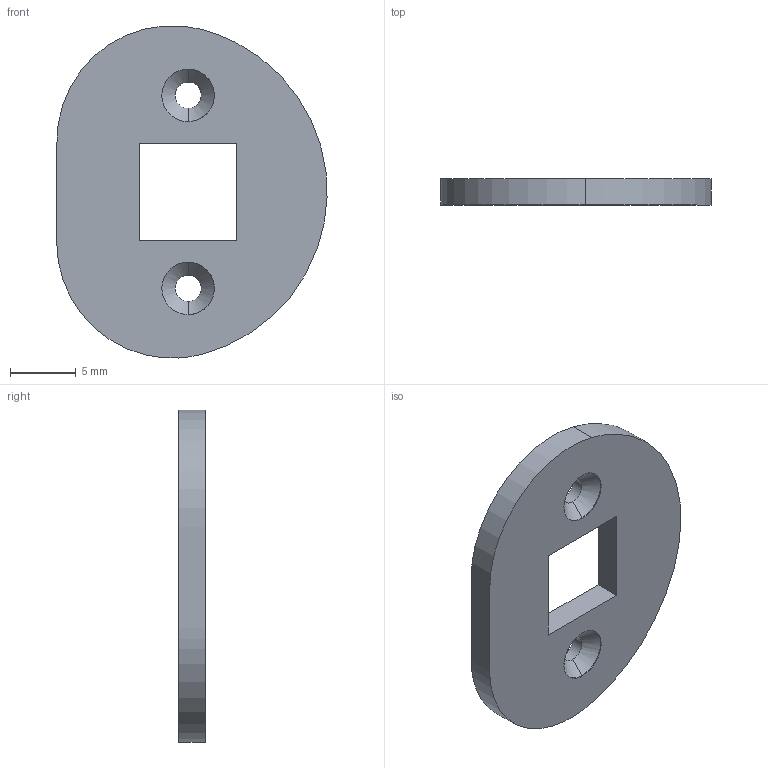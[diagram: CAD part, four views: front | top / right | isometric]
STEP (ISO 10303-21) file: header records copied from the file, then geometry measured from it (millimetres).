
FILE_DESCRIPTION(/* description */ (''),/* implementation_level */ '2;1');
FILE_NAME(/* name */ 'PM_2',/* time_stamp */ '2024-03-28T10:20:50+01:00',/* author */ (''),/* organization */ (''),/* preprocessor_version */ 'ST-DEVELOPER v16.5',/* originating_system */ 'Rhino 7.34',/* authorisation */ '');
FILE_SCHEMA (('CONFIG_CONTROL_DESIGN'));
Length unit declared in the file: millimetre
Products named in the file (1): Document
Bounding box: 20.59 x 2 x 25.31 mm (x, y, z)
Volume: 711.7 mm3; surface area: 948.7 mm2
Topology: 1 solids, 1 shells, 20 faces, 50 edges, 32 vertices
Faces by surface type: cylinder 9, plane 6, bspline 5
Entity records: 724 total; most frequent: CARTESIAN_POINT 311, ORIENTED_EDGE 100, EDGE_CURVE 50, VERTEX_POINT 32, EDGE_LOOP 26, B_SPLINE_CURVE_WITH_KNOTS 22, ADVANCED_FACE 20, FACE_OUTER_BOUND 20
